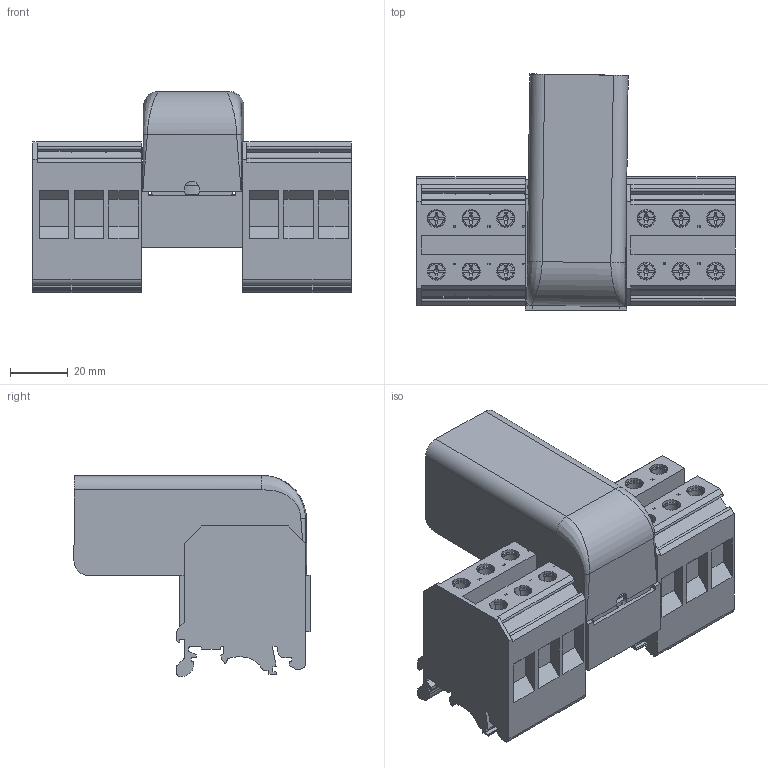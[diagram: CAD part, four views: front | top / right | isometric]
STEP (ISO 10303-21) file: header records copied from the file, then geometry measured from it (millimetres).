
FILE_DESCRIPTION(/* description */ ('Unknown'),/* implementation_level */ '2;1');
FILE_NAME(/* name */ 'DBK150-16-1X6_3D_SOLID',/* time_stamp */ '2025-04-05T13:54:31+05:00',/* author */ ('Unknown'),/* organization */ ('Unknown'),/* preprocessor_version */ 'ST-DEVELOPER v16.7',/* originating_system */ 'Solid Edge',/* authorisation */ 'Unknown');
FILE_SCHEMA (('AUTOMOTIVE_DESIGN {1 0 10303 214 3 1 1}'));
Length unit declared in the file: millimetre
Products named in the file (1): DBK150-16-1X6_3D_SOLID
Bounding box: 110 x 81.58 x 69.45 mm (x, y, z)
Volume: 166825.7 mm3; surface area: 68351.2 mm2
Topology: 1 solids, 22 shells, 1498 faces, 4089 edges, 2668 vertices
Faces by surface type: plane 1037, cylinder 316, torus 63, cone 60, bspline 18, sphere 4
Full cylindrical faces by diameter (mm): 1.5 x4, 3 x4, 3.15 x4, 3.5 x4, 4 x3, 5.9 x9, 6 x9, 6.2 x18, 6.6 x2, 12 x3, 13 x1, 14 x1, 23.7 x1
Entity records: 57387 total; most frequent: CARTESIAN_POINT 9793, ORIENTED_EDGE 7756, DIRECTION 7458, EDGE_CURVE 3878, LINE 2778, VECTOR 2778, VERTEX_POINT 2596, AXIS2_PLACEMENT_3D 2340
